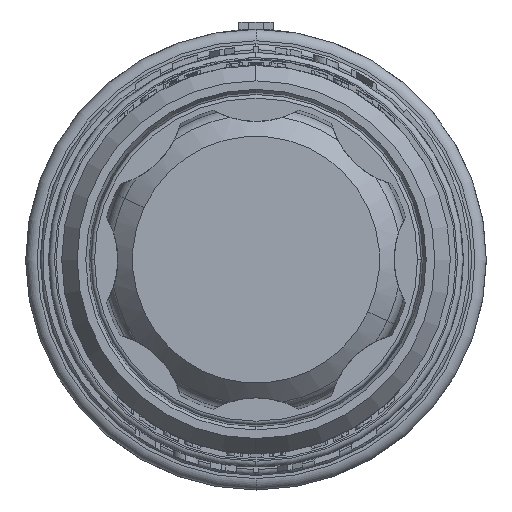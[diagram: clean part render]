
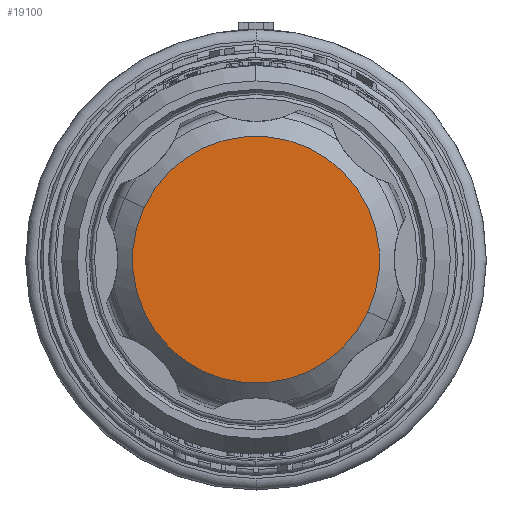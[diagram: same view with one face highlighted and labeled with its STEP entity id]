
A CAD part, left-side view. The second image highlights one B-rep face of the part: STEP entity #19100.
In plain terms, the highlighted planar face has unit normal (-1, 0, 0).
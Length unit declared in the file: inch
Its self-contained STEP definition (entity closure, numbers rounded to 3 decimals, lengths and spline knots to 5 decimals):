
#1986 = DIRECTION ( 'NONE',  ( 0., 1., 0. ) ) ;
#2196 = CARTESIAN_POINT ( 'NONE',  ( -3.34814, 0., 0. ) ) ;
#2571 = AXIS2_PLACEMENT_3D ( 'NONE', #5230, #32657, #18672 ) ;
#3709 = CARTESIAN_POINT ( 'NONE',  ( -3.34814, 0., 0. ) ) ;
#5230 = CARTESIAN_POINT ( 'NONE',  ( -3.34814, -0.62072, -0.25711 ) ) ;
#6822 = EDGE_LOOP ( 'NONE', ( #29469, #42602 ) ) ;
#9104 = CARTESIAN_POINT ( 'NONE',  ( -3.34814, -0.60753, -0.2833 ) ) ;
#11315 = DIRECTION ( 'NONE',  ( 0., 1., 0. ) ) ;
#13205 = CIRCLE ( 'NONE', #39794, 0.67033 ) ;
#13524 = AXIS2_PLACEMENT_3D ( 'NONE', #2196, #23488, #1986 ) ;
#14891 = PLANE ( 'NONE',  #2571 ) ;
#15532 = FACE_OUTER_BOUND ( 'NONE', #6822, .T. ) ;
#17253 = EDGE_CURVE ( 'NONE', #40038, #40905, #13205, .T. ) ;
#18672 = DIRECTION ( 'NONE',  ( 0., -1., 0. ) ) ;
#19100 = ADVANCED_FACE ( 'NONE', ( #15532 ), #14891, .F. ) ;
#21614 = DIRECTION ( 'NONE',  ( -1., 0., 0. ) ) ;
#23488 = DIRECTION ( 'NONE',  ( -1., 0., 0. ) ) ;
#27102 = CARTESIAN_POINT ( 'NONE',  ( -3.34814, 0.60753, 0.2833 ) ) ;
#29469 = ORIENTED_EDGE ( 'NONE', *, *, #39869, .T. ) ;
#32657 = DIRECTION ( 'NONE',  ( 1., 0., 0. ) ) ;
#39794 = AXIS2_PLACEMENT_3D ( 'NONE', #3709, #21614, #11315 ) ;
#39869 = EDGE_CURVE ( 'NONE', #40905, #40038, #42964, .T. ) ;
#40038 = VERTEX_POINT ( 'NONE', #9104 ) ;
#40905 = VERTEX_POINT ( 'NONE', #27102 ) ;
#42602 = ORIENTED_EDGE ( 'NONE', *, *, #17253, .T. ) ;
#42964 = CIRCLE ( 'NONE', #13524, 0.67033 ) ;
